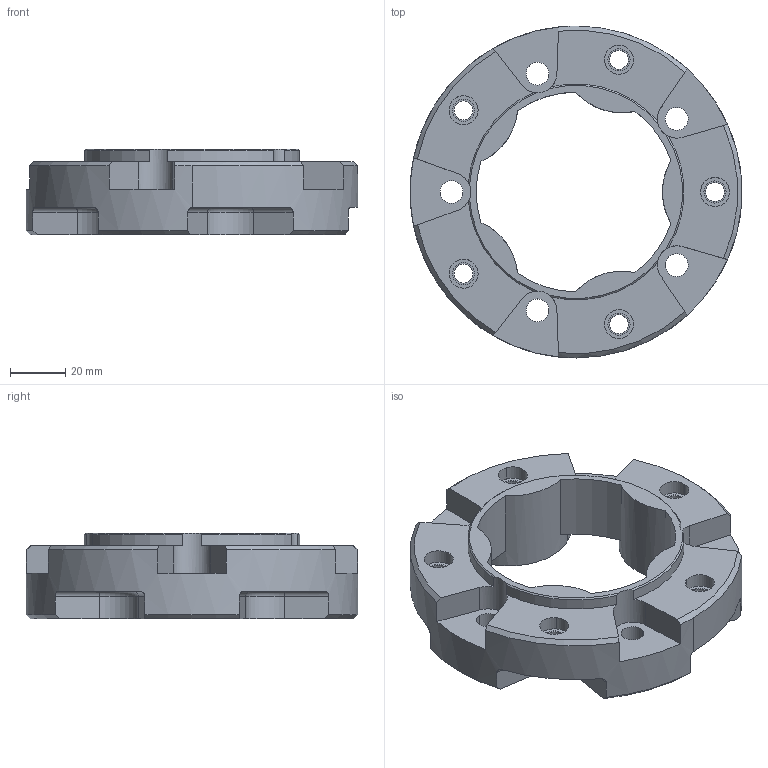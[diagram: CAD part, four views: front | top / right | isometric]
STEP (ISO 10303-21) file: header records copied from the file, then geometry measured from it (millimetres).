
FILE_DESCRIPTION((''),'2;1');
FILE_NAME('ENTRETOISE','2019-05-23T',('Yvan'),(''),'CREO PARAMETRIC BY PTC INC, 2014350','CREO PARAMETRIC BY PTC INC, 2014350','');
FILE_SCHEMA(('CONFIG_CONTROL_DESIGN'));
Length unit declared in the file: millimetre
Products named in the file (1): ENTRETOISE
Bounding box: 120 x 120 x 31 mm (x, y, z)
Volume: 146616.2 mm3; surface area: 39354.6 mm2
Topology: 1 solids, 6 shells, 159 faces, 446 edges, 294 vertices
Faces by surface type: cylinder 82, plane 57, cone 15, torus 5
Entity records: 5410 total; most frequent: CARTESIAN_POINT 1106, DIRECTION 936, ORIENTED_EDGE 872, EDGE_CURVE 446, AXIS2_PLACEMENT_3D 372, VERTEX_POINT 294, CIRCLE 212, VECTOR 192
